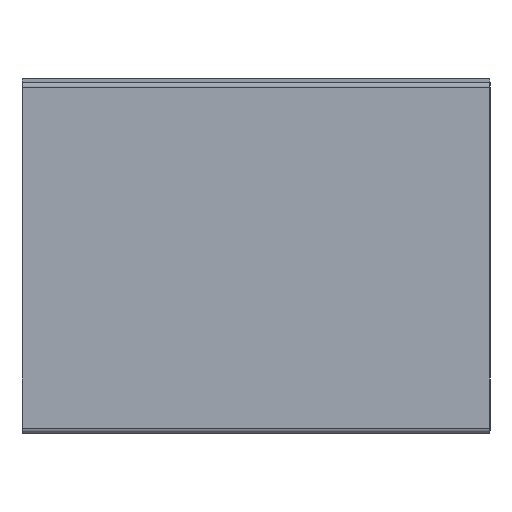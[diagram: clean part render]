
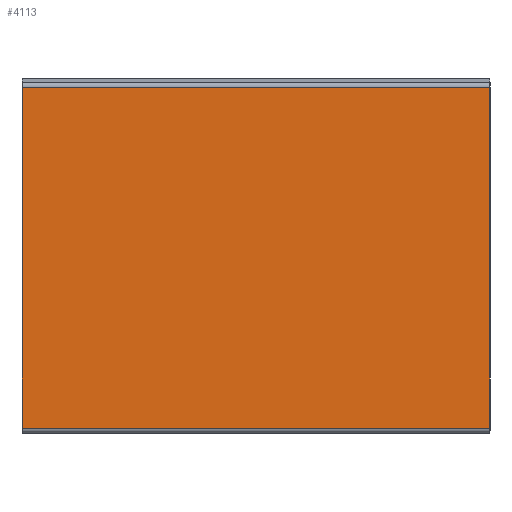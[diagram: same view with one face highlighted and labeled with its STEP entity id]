
A CAD part, left-side view. The second image highlights one B-rep face of the part: STEP entity #4113.
In plain terms, the highlighted planar face has unit normal (-1, 0, 0).
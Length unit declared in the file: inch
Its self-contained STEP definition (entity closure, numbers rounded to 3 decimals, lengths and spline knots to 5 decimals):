
#32 = EDGE_CURVE ( 'NONE', #6367, #5985, #1606, .T. ) ;
#56 = LINE ( 'NONE', #1179, #1912 ) ;
#105 = VECTOR ( 'NONE', #5227, 39.37008 ) ;
#114 = EDGE_CURVE ( 'NONE', #4220, #5985, #56, .T. ) ;
#124 = DIRECTION ( 'NONE',  ( 0., 1., 0. ) ) ;
#665 = FACE_OUTER_BOUND ( 'NONE', #1610, .T. ) ;
#1112 = CARTESIAN_POINT ( 'NONE',  ( -4., -4., 0.086 ) ) ;
#1162 = AXIS2_PLACEMENT_3D ( 'NONE', #2656, #2165, #6138 ) ;
#1179 = CARTESIAN_POINT ( 'NONE',  ( -4., 4., 0.057 ) ) ;
#1212 = CARTESIAN_POINT ( 'NONE',  ( -4., -4., 0.086 ) ) ;
#1274 = LINE ( 'NONE', #3630, #105 ) ;
#1316 = VERTEX_POINT ( 'NONE', #6197 ) ;
#1427 = ORIENTED_EDGE ( 'NONE', *, *, #114, .T. ) ;
#1606 = LINE ( 'NONE', #1112, #3481 ) ;
#1610 = EDGE_LOOP ( 'NONE', ( #1427, #2109, #2085, #4273 ) ) ;
#1912 = VECTOR ( 'NONE', #3658, 39.37008 ) ;
#2085 = ORIENTED_EDGE ( 'NONE', *, *, #4160, .T. ) ;
#2109 = ORIENTED_EDGE ( 'NONE', *, *, #32, .F. ) ;
#2165 = DIRECTION ( 'NONE',  ( -1., 0., 0. ) ) ;
#2656 = CARTESIAN_POINT ( 'NONE',  ( -4., 4., 0.047 ) ) ;
#2719 = VECTOR ( 'NONE', #4920, 39.37008 ) ;
#2915 = LINE ( 'NONE', #4496, #2719 ) ;
#3445 = CARTESIAN_POINT ( 'NONE',  ( -4., 4., 5.914 ) ) ;
#3481 = VECTOR ( 'NONE', #124, 39.37008 ) ;
#3630 = CARTESIAN_POINT ( 'NONE',  ( -4., -4., 5.914 ) ) ;
#3639 = PLANE ( 'NONE',  #1162 ) ;
#3658 = DIRECTION ( 'NONE',  ( 0., 0., -1. ) ) ;
#4113 = ADVANCED_FACE ( 'NONE', ( #665 ), #3639, .T. ) ;
#4160 = EDGE_CURVE ( 'NONE', #6367, #1316, #2915, .T. ) ;
#4220 = VERTEX_POINT ( 'NONE', #3445 ) ;
#4273 = ORIENTED_EDGE ( 'NONE', *, *, #5221, .F. ) ;
#4496 = CARTESIAN_POINT ( 'NONE',  ( -4., -4., 0.057 ) ) ;
#4920 = DIRECTION ( 'NONE',  ( 0., 0., 1. ) ) ;
#5221 = EDGE_CURVE ( 'NONE', #4220, #1316, #1274, .T. ) ;
#5227 = DIRECTION ( 'NONE',  ( 0., -1., 0. ) ) ;
#5425 = CARTESIAN_POINT ( 'NONE',  ( -4., 4., 0.086 ) ) ;
#5985 = VERTEX_POINT ( 'NONE', #5425 ) ;
#6138 = DIRECTION ( 'NONE',  ( 0., -1., 0. ) ) ;
#6197 = CARTESIAN_POINT ( 'NONE',  ( -4., -4., 5.914 ) ) ;
#6367 = VERTEX_POINT ( 'NONE', #1212 ) ;
